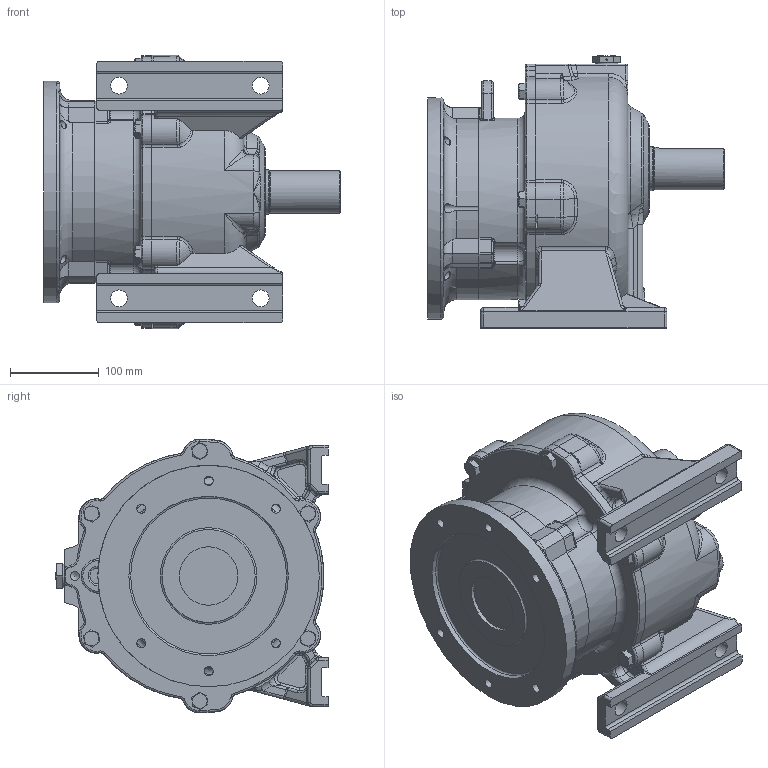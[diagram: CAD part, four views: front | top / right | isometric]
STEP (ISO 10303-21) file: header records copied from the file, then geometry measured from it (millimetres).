
FILE_DESCRIPTION (( 'STEP AP214' ), '1' );
FILE_NAME ('FN_FHI_3.7_R5.stp', '2022-06-23T00:18:25', ( 'Windows 餌辨濠' ), ( '' ), 'SwSTEP 2.0', 'SolidWorks 2021', '' );
FILE_SCHEMA (( 'AUTOMOTIVE_DESIGN' ));
Length unit declared in the file: millimetre
Products named in the file (1): FN_FHI_3.7_R5
Bounding box: 335 x 307.5 x 309 mm (x, y, z)
Volume: 12535345.8 mm3; surface area: 702315.5 mm2
Topology: 13 solids, 14 shells, 924 faces, 2248 edges, 1343 vertices
Faces by surface type: cylinder 292, plane 215, bspline 199, torus 151, cone 61, sphere 6
Full cylindrical faces by diameter (mm): 1.5 x1, 6.8 x3, 8.376 x6, 9 x3, 10 x8, 10.2 x6, 12 x6, 15.806 x2, 18 x2, 19 x4, 26 x1, 48 x1, 50 x1, 54.8 x1, 66 x1, 68 x1, 72 x2, 180 x1, 236 x1, 250 x1, 257 x1, 262 x1
Entity records: 43717 total; most frequent: CARTESIAN_POINT 24113, ORIENTED_EDGE 4052, DIRECTION 3799, EDGE_CURVE 2026, AXIS2_PLACEMENT_3D 1586, VERTEX_POINT 1282, EDGE_LOOP 1122, FACE_OUTER_BOUND 999
